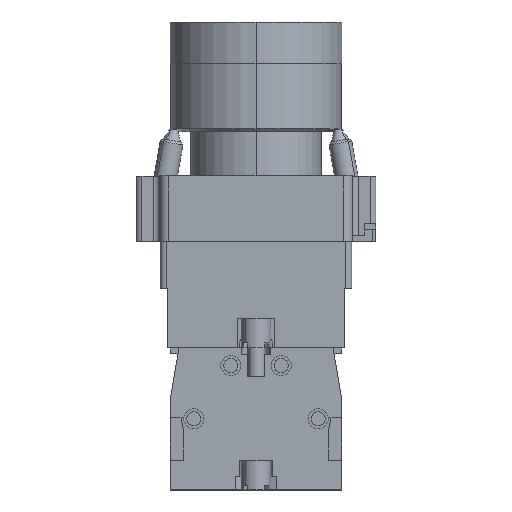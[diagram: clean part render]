
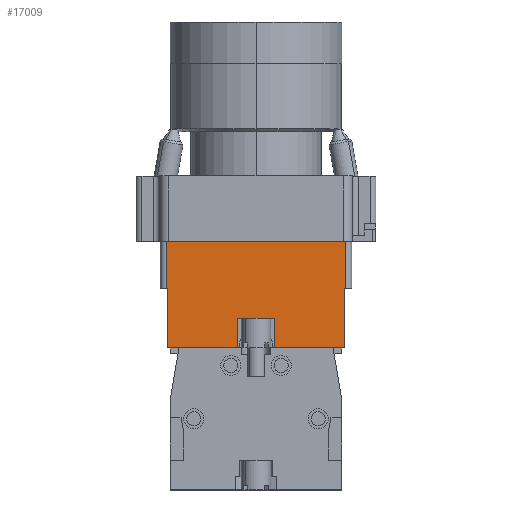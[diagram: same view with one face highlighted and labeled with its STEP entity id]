
A CAD part, top view. The second image highlights one B-rep face of the part: STEP entity #17009.
In plain terms, the highlighted planar face has unit normal (0, 0, 1).
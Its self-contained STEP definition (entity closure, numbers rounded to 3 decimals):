
#128 = VERTEX_POINT ( 'NONE', #15058 ) ;
#239 = EDGE_CURVE ( 'NONE', #1979, #3385, #2083, .T. ) ;
#242 = EDGE_CURVE ( 'NONE', #2904, #3385, #12153, .T. ) ;
#294 = EDGE_CURVE ( 'NONE', #2904, #13591, #7780, .T. ) ;
#298 = EDGE_CURVE ( 'NONE', #18184, #893, #7315, .T. ) ;
#310 = DIRECTION ( 'NONE',  ( -1., 0., 0. ) ) ;
#355 = EDGE_CURVE ( 'NONE', #6912, #17565, #8004, .T. ) ;
#733 = VERTEX_POINT ( 'NONE', #9884 ) ;
#893 = VERTEX_POINT ( 'NONE', #1254 ) ;
#910 = CARTESIAN_POINT ( 'NONE',  ( -15.15, -0.05, 15. ) ) ;
#1082 = PLANE ( 'NONE',  #8394 ) ;
#1254 = CARTESIAN_POINT ( 'NONE',  ( -15., -18., 15. ) ) ;
#1406 = VECTOR ( 'NONE', #310, 1000. ) ;
#1503 = DIRECTION ( 'NONE',  ( -1., 0., 0. ) ) ;
#1736 = ORIENTED_EDGE ( 'NONE', *, *, #242, .F. ) ;
#1979 = VERTEX_POINT ( 'NONE', #6881 ) ;
#2083 = LINE ( 'NONE', #11234, #15837 ) ;
#2208 = LINE ( 'NONE', #14020, #13137 ) ;
#2530 = CARTESIAN_POINT ( 'NONE',  ( -15., -8., 15. ) ) ;
#2893 = DIRECTION ( 'NONE',  ( -1., 0., 0. ) ) ;
#2904 = VERTEX_POINT ( 'NONE', #910 ) ;
#2993 = CARTESIAN_POINT ( 'NONE',  ( -3.15, -18., 15. ) ) ;
#3288 = DIRECTION ( 'NONE',  ( -1., 0., 0. ) ) ;
#3385 = VERTEX_POINT ( 'NONE', #13707 ) ;
#3651 = VECTOR ( 'NONE', #8836, 1000. ) ;
#3834 = VECTOR ( 'NONE', #1503, 1000. ) ;
#4283 = VECTOR ( 'NONE', #5488, 1000. ) ;
#4290 = LINE ( 'NONE', #7130, #11348 ) ;
#5128 = ORIENTED_EDGE ( 'NONE', *, *, #10130, .F. ) ;
#5488 = DIRECTION ( 'NONE',  ( 0., -1., 0. ) ) ;
#5564 = ORIENTED_EDGE ( 'NONE', *, *, #17211, .F. ) ;
#5752 = LINE ( 'NONE', #16075, #1406 ) ;
#5827 = CARTESIAN_POINT ( 'NONE',  ( 15., -5.938, 15. ) ) ;
#5962 = ORIENTED_EDGE ( 'NONE', *, *, #10101, .F. ) ;
#6880 = DIRECTION ( 'NONE',  ( -1., 0., 0. ) ) ;
#6881 = CARTESIAN_POINT ( 'NONE',  ( 15.15, -8., 15. ) ) ;
#6882 = VECTOR ( 'NONE', #8113, 1000. ) ;
#6896 = CARTESIAN_POINT ( 'NONE',  ( 3.15, -13., 15. ) ) ;
#6912 = VERTEX_POINT ( 'NONE', #12332 ) ;
#7130 = CARTESIAN_POINT ( 'NONE',  ( -3.15, -13., 15. ) ) ;
#7315 = LINE ( 'NONE', #8522, #6882 ) ;
#7622 = ORIENTED_EDGE ( 'NONE', *, *, #239, .T. ) ;
#7780 = LINE ( 'NONE', #9227, #3651 ) ;
#7964 = LINE ( 'NONE', #8666, #3834 ) ;
#8004 = LINE ( 'NONE', #5827, #4283 ) ;
#8113 = DIRECTION ( 'NONE',  ( 0., -1., 0. ) ) ;
#8394 = AXIS2_PLACEMENT_3D ( 'NONE', #16698, #15357, #6880 ) ;
#8440 = VECTOR ( 'NONE', #14138, 1000. ) ;
#8522 = CARTESIAN_POINT ( 'NONE',  ( -15., -5.938, 15. ) ) ;
#8572 = DIRECTION ( 'NONE',  ( 0., -1., 0. ) ) ;
#8666 = CARTESIAN_POINT ( 'NONE',  ( -14.5, -18., 15. ) ) ;
#8836 = DIRECTION ( 'NONE',  ( 0., -1., 0. ) ) ;
#9227 = CARTESIAN_POINT ( 'NONE',  ( -15.15, -121.725, 15. ) ) ;
#9884 = CARTESIAN_POINT ( 'NONE',  ( 0., -13., 15. ) ) ;
#10101 = EDGE_CURVE ( 'NONE', #1979, #6912, #2208, .T. ) ;
#10121 = EDGE_CURVE ( 'NONE', #10942, #128, #16403, .T. ) ;
#10130 = EDGE_CURVE ( 'NONE', #10942, #733, #15947, .T. ) ;
#10157 = EDGE_CURVE ( 'NONE', #733, #14207, #15515, .T. ) ;
#10161 = EDGE_CURVE ( 'NONE', #14207, #15203, #4290, .T. ) ;
#10306 = EDGE_CURVE ( 'NONE', #18184, #13591, #11557, .T. ) ;
#10805 = ORIENTED_EDGE ( 'NONE', *, *, #10157, .F. ) ;
#10874 = DIRECTION ( 'NONE',  ( 1., 0., 0. ) ) ;
#10942 = VERTEX_POINT ( 'NONE', #15197 ) ;
#11181 = DIRECTION ( 'NONE',  ( 0., 1., 0. ) ) ;
#11234 = CARTESIAN_POINT ( 'NONE',  ( 15.15, -121.725, 15. ) ) ;
#11348 = VECTOR ( 'NONE', #8572, 1000. ) ;
#11351 = CARTESIAN_POINT ( 'NONE',  ( -14.5, -0.05, 15. ) ) ;
#11392 = CARTESIAN_POINT ( 'NONE',  ( -3.15, -13., 15. ) ) ;
#11557 = LINE ( 'NONE', #11821, #14860 ) ;
#11692 = VECTOR ( 'NONE', #10874, 1000. ) ;
#11821 = CARTESIAN_POINT ( 'NONE',  ( -16.15, -8., 15. ) ) ;
#12153 = LINE ( 'NONE', #11351, #11692 ) ;
#12265 = VECTOR ( 'NONE', #2893, 1000. ) ;
#12332 = CARTESIAN_POINT ( 'NONE',  ( 15., -8., 15. ) ) ;
#12341 = ORIENTED_EDGE ( 'NONE', *, *, #10161, .F. ) ;
#12487 = CARTESIAN_POINT ( 'NONE',  ( 15., -18., 15. ) ) ;
#12698 = VECTOR ( 'NONE', #12707, 1000. ) ;
#12707 = DIRECTION ( 'NONE',  ( 0., -1., 0. ) ) ;
#12713 = ORIENTED_EDGE ( 'NONE', *, *, #17341, .F. ) ;
#12764 = CARTESIAN_POINT ( 'NONE',  ( -3.15, -13., 15. ) ) ;
#12888 = CARTESIAN_POINT ( 'NONE',  ( -15.15, -8., 15. ) ) ;
#13137 = VECTOR ( 'NONE', #15439, 1000. ) ;
#13591 = VERTEX_POINT ( 'NONE', #12888 ) ;
#13696 = CARTESIAN_POINT ( 'NONE',  ( -3.15, -13., 15. ) ) ;
#13707 = CARTESIAN_POINT ( 'NONE',  ( 15.15, -0.05, 15. ) ) ;
#13796 = EDGE_LOOP ( 'NONE', ( #1736, #17022, #17053, #17304, #12713, #12341, #10805, #5128, #17373, #5564, #17628, #5962, #7622 ) ) ;
#14020 = CARTESIAN_POINT ( 'NONE',  ( -16.15, -8., 15. ) ) ;
#14138 = DIRECTION ( 'NONE',  ( -1., 0., 0. ) ) ;
#14207 = VERTEX_POINT ( 'NONE', #13696 ) ;
#14368 = FACE_OUTER_BOUND ( 'NONE', #13796, .T. ) ;
#14860 = VECTOR ( 'NONE', #3288, 1000. ) ;
#15058 = CARTESIAN_POINT ( 'NONE',  ( 3.15, -18., 15. ) ) ;
#15197 = CARTESIAN_POINT ( 'NONE',  ( 3.15, -13., 15. ) ) ;
#15203 = VERTEX_POINT ( 'NONE', #2993 ) ;
#15357 = DIRECTION ( 'NONE',  ( 0., 0., -1. ) ) ;
#15439 = DIRECTION ( 'NONE',  ( -1., 0., 0. ) ) ;
#15515 = LINE ( 'NONE', #11392, #12265 ) ;
#15837 = VECTOR ( 'NONE', #11181, 1000. ) ;
#15947 = LINE ( 'NONE', #12764, #8440 ) ;
#16075 = CARTESIAN_POINT ( 'NONE',  ( -14.5, -18., 15. ) ) ;
#16403 = LINE ( 'NONE', #6896, #12698 ) ;
#16698 = CARTESIAN_POINT ( 'NONE',  ( -14.5, -121.725, 15. ) ) ;
#17009 = ADVANCED_FACE ( 'NONE', ( #14368 ), #1082, .F. ) ;
#17022 = ORIENTED_EDGE ( 'NONE', *, *, #294, .T. ) ;
#17053 = ORIENTED_EDGE ( 'NONE', *, *, #10306, .F. ) ;
#17211 = EDGE_CURVE ( 'NONE', #17565, #128, #7964, .T. ) ;
#17304 = ORIENTED_EDGE ( 'NONE', *, *, #298, .T. ) ;
#17341 = EDGE_CURVE ( 'NONE', #15203, #893, #5752, .T. ) ;
#17373 = ORIENTED_EDGE ( 'NONE', *, *, #10121, .T. ) ;
#17565 = VERTEX_POINT ( 'NONE', #12487 ) ;
#17628 = ORIENTED_EDGE ( 'NONE', *, *, #355, .F. ) ;
#18184 = VERTEX_POINT ( 'NONE', #2530 ) ;
